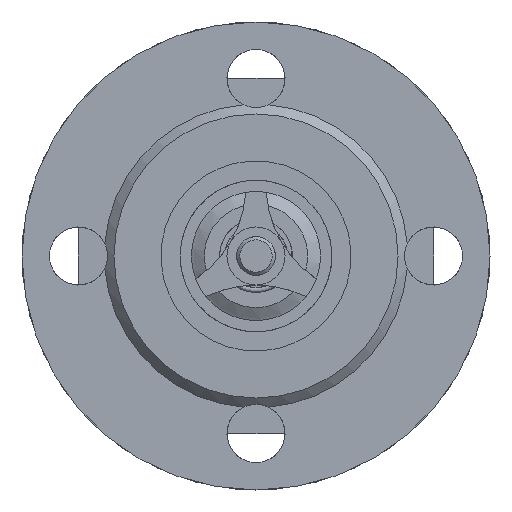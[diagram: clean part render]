
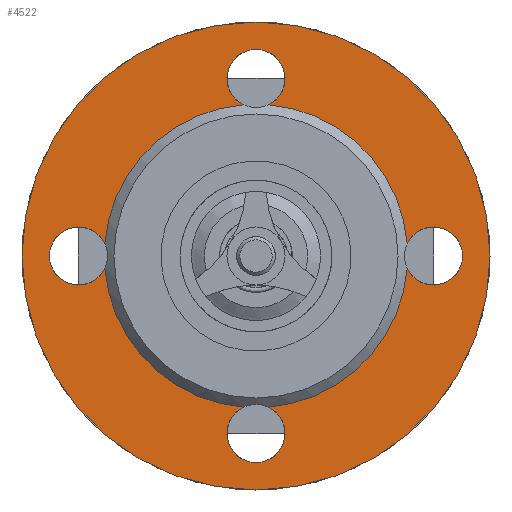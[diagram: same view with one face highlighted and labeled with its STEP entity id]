
A CAD part, left-side view. The second image highlights one B-rep face of the part: STEP entity #4522.
In plain terms, the highlighted face is planar.
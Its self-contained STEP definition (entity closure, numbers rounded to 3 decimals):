
#4278=CARTESIAN_POINT('',(13.,28.594,37.301));
#4279=VERTEX_POINT('',#4278);
#4280=CARTESIAN_POINT('',(13.,22.194,41.43));
#4281=VERTEX_POINT('',#4280);
#4295=CARTESIAN_POINT('',(13.,29.814,46.218));
#4296=DIRECTION('',(-1.0,0.,0.));
#4297=DIRECTION('',(0.,0.542,0.84));
#4298=AXIS2_PLACEMENT_3D('',#4295,#4296,#4297);
#4299=CIRCLE('',#4298,9.0);
#4300=EDGE_CURVE('',#4281,#4279,#4299,.T.);
#4321=CARTESIAN_POINT('',(13.,37.301,-28.594));
#4322=VERTEX_POINT('',#4321);
#4323=CARTESIAN_POINT('',(13.,41.43,-22.194));
#4324=VERTEX_POINT('',#4323);
#4338=CARTESIAN_POINT('',(13.,46.218,-29.814));
#4339=DIRECTION('',(-1.0,0.,0.));
#4340=DIRECTION('',(0.,0.84,-0.542));
#4341=AXIS2_PLACEMENT_3D('',#4338,#4339,#4340);
#4342=CIRCLE('',#4341,9.0);
#4343=EDGE_CURVE('',#4324,#4322,#4342,.T.);
#4364=CARTESIAN_POINT('',(13.,-28.594,-37.301));
#4365=VERTEX_POINT('',#4364);
#4366=CARTESIAN_POINT('',(13.,-22.194,-41.43));
#4367=VERTEX_POINT('',#4366);
#4381=CARTESIAN_POINT('',(13.,-29.814,-46.218));
#4382=DIRECTION('',(-1.0,0.,0.));
#4383=DIRECTION('',(0.,-0.542,-0.84));
#4384=AXIS2_PLACEMENT_3D('',#4381,#4382,#4383);
#4385=CIRCLE('',#4384,9.0);
#4386=EDGE_CURVE('',#4367,#4365,#4385,.T.);
#4419=CARTESIAN_POINT('',(13.,-37.301,28.594));
#4420=VERTEX_POINT('',#4419);
#4421=CARTESIAN_POINT('',(13.,0.,0.));
#4422=DIRECTION('',(1.0,0.,0.));
#4423=DIRECTION('',(0.,0.542,0.84));
#4424=AXIS2_PLACEMENT_3D('',#4421,#4422,#4423);
#4425=CIRCLE('',#4424,47.);
#4426=EDGE_CURVE('',#4281,#4420,#4425,.T.);
#4428=CARTESIAN_POINT('',(13.,-41.43,22.194));
#4429=VERTEX_POINT('',#4428);
#4443=CARTESIAN_POINT('',(13.,0.,0.));
#4444=DIRECTION('',(1.0,0.,0.));
#4445=DIRECTION('',(0.,0.542,0.84));
#4446=AXIS2_PLACEMENT_3D('',#4443,#4444,#4445);
#4447=CIRCLE('',#4446,47.);
#4448=EDGE_CURVE('',#4429,#4365,#4447,.T.);
#4451=CARTESIAN_POINT('',(13.,0.,0.));
#4452=DIRECTION('',(1.0,0.,0.));
#4453=DIRECTION('',(0.,0.542,0.84));
#4454=AXIS2_PLACEMENT_3D('',#4451,#4452,#4453);
#4455=CIRCLE('',#4454,47.);
#4456=EDGE_CURVE('',#4367,#4322,#4455,.T.);
#4459=CARTESIAN_POINT('',(13.,0.,0.));
#4460=DIRECTION('',(1.0,0.,0.));
#4461=DIRECTION('',(0.,0.542,0.84));
#4462=AXIS2_PLACEMENT_3D('',#4459,#4460,#4461);
#4463=CIRCLE('',#4462,47.);
#4464=EDGE_CURVE('',#4324,#4279,#4463,.T.);
#4475=CARTESIAN_POINT('',(13.,-46.218,29.814));
#4476=DIRECTION('',(-1.0,0.,0.));
#4477=DIRECTION('',(0.,-0.84,0.542));
#4478=AXIS2_PLACEMENT_3D('',#4475,#4476,#4477);
#4479=CIRCLE('',#4478,9.0);
#4480=EDGE_CURVE('',#4429,#4420,#4479,.T.);
#4496=CARTESIAN_POINT('',(13.,32.389,50.21));
#4497=DIRECTION('',(-1.0,0.0,0.0));
#4498=DIRECTION('',(0.0,0.542,0.84));
#4499=AXIS2_PLACEMENT_3D('',#4496,#4497,#4498);
#4500=PLANE('',#4499);
#4501=CARTESIAN_POINT('',(13.,39.301,60.924));
#4502=VERTEX_POINT('',#4501);
#4503=CARTESIAN_POINT('',(13.,0.,0.));
#4504=DIRECTION('',(1.0,0.,0.));
#4505=DIRECTION('',(0.,0.542,0.84));
#4506=AXIS2_PLACEMENT_3D('',#4503,#4504,#4505);
#4507=CIRCLE('',#4506,72.5);
#4508=EDGE_CURVE('',#4502,#4502,#4507,.T.);
#4509=ORIENTED_EDGE('',*,*,#4508,.T.);
#4510=EDGE_LOOP('',(#4509));
#4511=FACE_OUTER_BOUND('',#4510,.T.);
#4512=ORIENTED_EDGE('',*,*,#4300,.T.);
#4513=ORIENTED_EDGE('',*,*,#4464,.F.);
#4514=ORIENTED_EDGE('',*,*,#4343,.T.);
#4515=ORIENTED_EDGE('',*,*,#4456,.F.);
#4516=ORIENTED_EDGE('',*,*,#4386,.T.);
#4517=ORIENTED_EDGE('',*,*,#4448,.F.);
#4518=ORIENTED_EDGE('',*,*,#4480,.T.);
#4519=ORIENTED_EDGE('',*,*,#4426,.F.);
#4520=EDGE_LOOP('',(#4512,#4513,#4514,#4515,#4516,#4517,#4518,#4519));
#4521=FACE_BOUND('',#4520,.T.);
#4522=ADVANCED_FACE('',(#4511,#4521),#4500,.F.);
